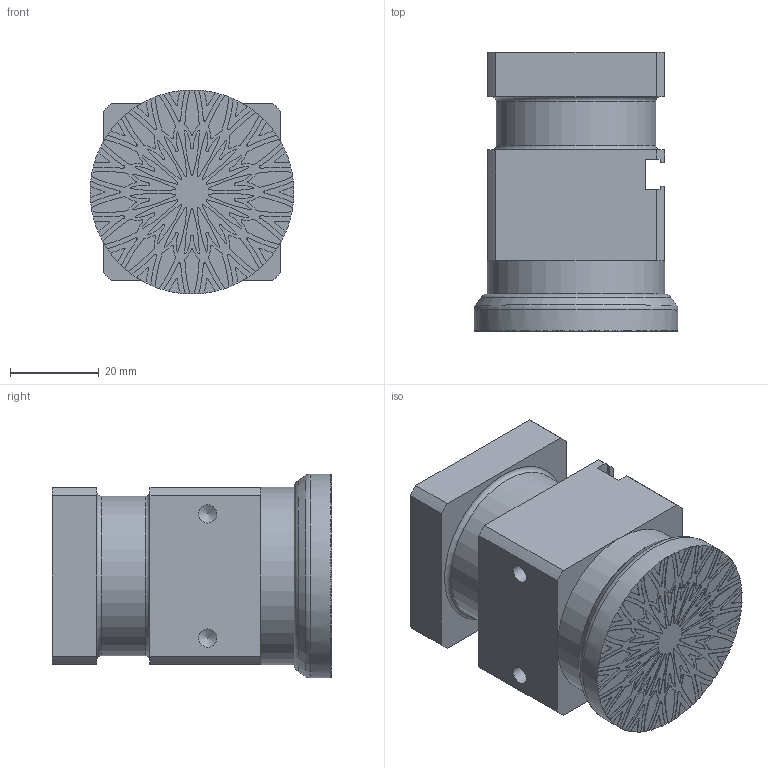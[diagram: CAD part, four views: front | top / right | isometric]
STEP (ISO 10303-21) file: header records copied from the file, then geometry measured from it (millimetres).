
FILE_DESCRIPTION(/* description */ (''),/* implementation_level */ '2;1');
FILE_NAME(/* name */ 'TPGC040088 -.stp',/* time_stamp */ '2016-01-06T10:30:14+01:00',/* author */ ('pb'),/* organization */ (''),/* preprocessor_version */ 'ST-DEVELOPER v15.6',/* originating_system */ 'Autodesk Inventor 2015',/* authorisation */ '');
FILE_SCHEMA (('AUTOMOTIVE_DESIGN { 1 0 10303 214 3 1 1 }'));
Length unit declared in the file: millimetre
Products named in the file (1): Part5
Bounding box: 46 x 62.95 x 46 mm (x, y, z)
Volume: 84268.9 mm3; surface area: 19180.5 mm2
Topology: 1 solids, 4 shells, 559 faces, 1493 edges, 966 vertices
Faces by surface type: cylinder 422, plane 124, cone 7, torus 6
Full cylindrical faces by diameter (mm): 4.134 x6, 6.647 x1, 32 x1, 33 x1, 33.376 x1, 35 x1, 36 x2, 36.6 x1, 40 x1, 46 x1
Entity records: 18278 total; most frequent: DIRECTION 3542, CARTESIAN_POINT 2974, ORIENTED_EDGE 2912, AXIS2_PLACEMENT_3D 1526, EDGE_CURVE 1456, CIRCLE 966, VERTEX_POINT 958, EDGE_LOOP 616
